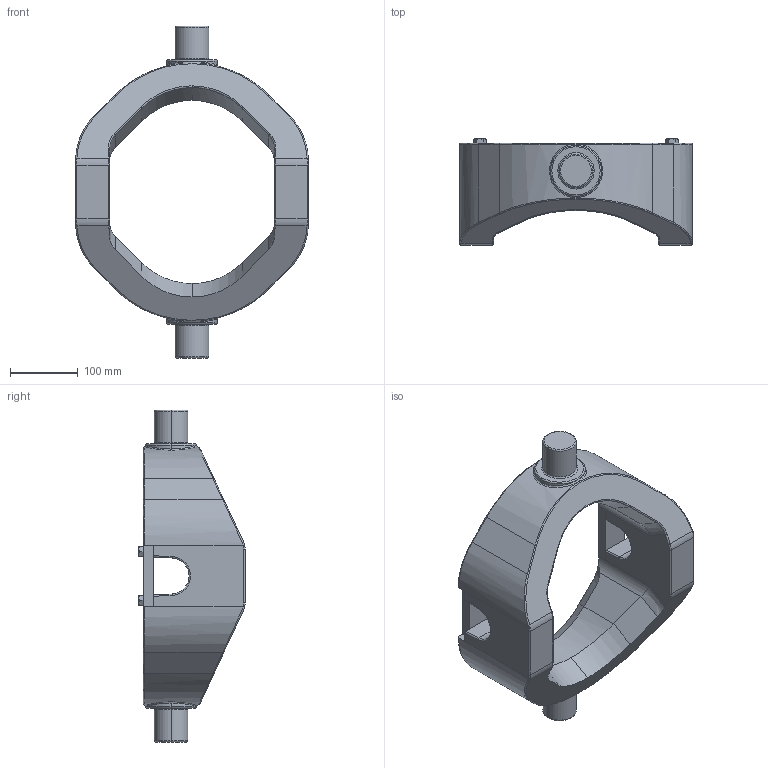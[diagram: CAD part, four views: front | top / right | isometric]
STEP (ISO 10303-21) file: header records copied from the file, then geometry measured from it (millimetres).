
FILE_DESCRIPTION (( 'STEP AP203' ), '1' );
FILE_NAME ('BER.5.STEP', '2014-06-25T09:30:16', ( '' ), ( '' ), 'SwSTEP 2.0', 'SolidWorks 2013', '' );
FILE_SCHEMA (( 'CONFIG_CONTROL_DESIGN' ));
Length unit declared in the file: millimetre
Products named in the file (4): Plaquette berceau N°4 N°5; Berceau N°5_Usinage; Vis H M10_vis H M10-30; BER.5
Assembly tree (7 placements, depth 2):
  BER.5
    Berceau N°5_Usinage
    Plaquette berceau N°4 N°5  x2
    Vis H M10_vis H M10-30  x4
Bounding box: 343 x 156.4 x 489 mm (x, y, z)
Volume: 6069577.4 mm3; surface area: 376638.4 mm2
Topology: 7 solids, 7 shells, 293 faces, 694 edges, 415 vertices
Faces by surface type: plane 90, cylinder 80, cone 46, torus 43, bspline 34
Entity records: 10030 total; most frequent: CARTESIAN_POINT 4462, ORIENTED_EDGE 1084, DIRECTION 1050, EDGE_CURVE 542, AXIS2_PLACEMENT_3D 419, VERTEX_POINT 327, EDGE_LOOP 237, ADVANCED_FACE 226
